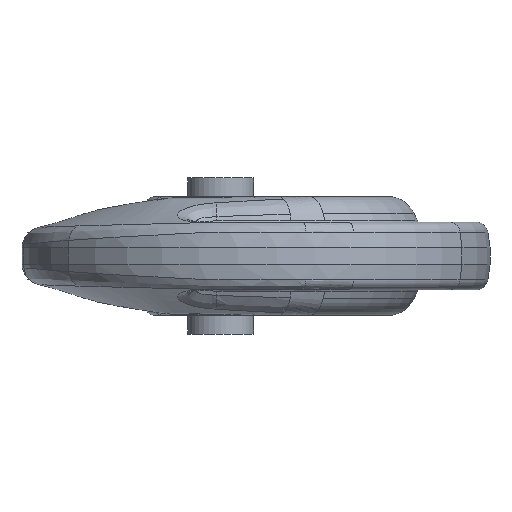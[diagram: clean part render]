
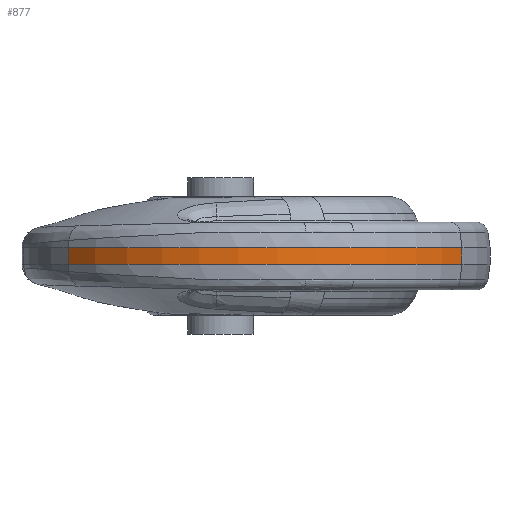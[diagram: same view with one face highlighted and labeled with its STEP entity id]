
A CAD part, front view. The second image highlights one B-rep face of the part: STEP entity #877.
In plain terms, the highlighted cylindrical face has radius 69.5 mm (diameter 139 mm), a partial arc.
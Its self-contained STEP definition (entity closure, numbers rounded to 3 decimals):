
#877=ADVANCED_FACE('',(#2085),#2086,.T.);
#2085=FACE_OUTER_BOUND('',#13854,.T.);
#2086=CYLINDRICAL_SURFACE('',#13855,69.5);
#13854=EDGE_LOOP('',(#22675,#22676,#22677,#22678));
#13855=AXIS2_PLACEMENT_3D('',#22679,#22680,#22681);
#22675=ORIENTED_EDGE('',*,*,#25997,.F.);
#22676=ORIENTED_EDGE('',*,*,#25830,.F.);
#22677=ORIENTED_EDGE('',*,*,#25998,.T.);
#22678=ORIENTED_EDGE('',*,*,#25999,.F.);
#22679=CARTESIAN_POINT('',(8.9,-4.8,25.0));
#22680=DIRECTION('',(0.0,0.0,1.0));
#22681=DIRECTION('',(-1.0,0.0,0.0));
#25830=EDGE_CURVE('',#27825,#27831,#27832,.F.);
#25997=EDGE_CURVE('',#27831,#28042,#28043,.T.);
#25998=EDGE_CURVE('',#27825,#28044,#28045,.T.);
#25999=EDGE_CURVE('',#28042,#28044,#28046,.F.);
#27825=VERTEX_POINT('',#34593);
#27831=VERTEX_POINT('',#34678);
#27832=CIRCLE('',#34679,69.5);
#28042=VERTEX_POINT('',#36447);
#28043=LINE('',#36448,#36449);
#28044=VERTEX_POINT('',#36450);
#28045=LINE('',#36451,#36452);
#28046=CIRCLE('',#36453,69.5);
#34593=CARTESIAN_POINT('',(-44.873,-48.831,2.402));
#34678=CARTESIAN_POINT('',(71.041,-35.924,2.402));
#34679=AXIS2_PLACEMENT_3D('',#42932,#42933,#42934);
#36447=CARTESIAN_POINT('',(71.041,-35.924,-2.402));
#36448=CARTESIAN_POINT('',(71.041,-35.924,2.402));
#36449=VECTOR('',#43082,4.804);
#36450=CARTESIAN_POINT('',(-44.873,-48.831,-2.402));
#36451=CARTESIAN_POINT('',(-44.873,-48.831,2.402));
#36452=VECTOR('',#43083,4.804);
#36453=AXIS2_PLACEMENT_3D('',#43084,#43085,#43086);
#42932=CARTESIAN_POINT('',(8.9,-4.8,2.402));
#42933=DIRECTION('',(0.0,0.0,-1.0));
#42934=DIRECTION('',(-1.0,0.0,0.0));
#43082=DIRECTION('',(0.0,0.0,-1.0));
#43083=DIRECTION('',(0.0,0.0,-1.0));
#43084=CARTESIAN_POINT('',(8.9,-4.8,-2.402));
#43085=DIRECTION('',(0.0,0.0,1.0));
#43086=DIRECTION('',(1.0,0.0,0.0));
